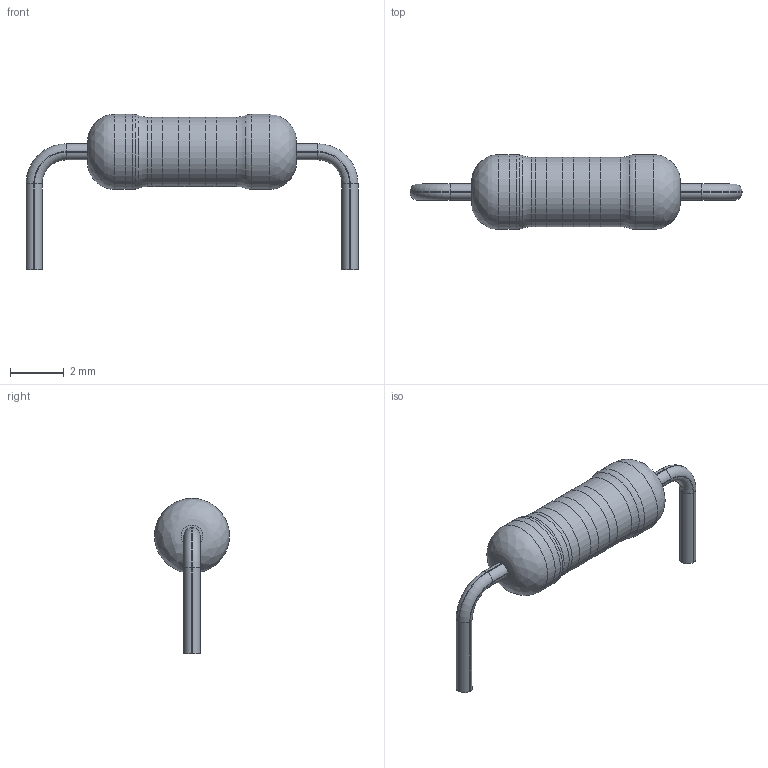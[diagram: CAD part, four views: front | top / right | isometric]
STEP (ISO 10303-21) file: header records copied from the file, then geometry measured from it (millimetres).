
FILE_DESCRIPTION(/* description */ (''),/* implementation_level */ '2;1');
FILE_NAME(/* name */ 'AXIAL_RESISTOR-PITCH11-100E.stp',/* time_stamp */ '2020-11-03T11:41:27-03:00',/* author */ ('laguerre'),/* organization */ (''),/* preprocessor_version */ 'ST-DEVELOPER v17',/* originating_system */ 'Autodesk Inventor 2018',/* authorisation */ '');
FILE_SCHEMA (('AUTOMOTIVE_DESIGN { 1 0 10303 214 3 1 1 }'));
Length unit declared in the file: millimetre
Products named in the file (11): AXIAL_RESISTOR-PITCH11; Pin; Body_004; Body_000; Body_003; Body_002; Body_001; Stripe_red; Stripe_green; Stripe_blue; Stripe_yellow
Assembly tree (10 placements, depth 2):
  AXIAL_RESISTOR-PITCH11
    Pin
    Body_004
    Body_000
    Body_003
    Body_002
    Body_001
    Stripe_red
    Stripe_green
    Stripe_blue
    Stripe_yellow
Bounding box: 12.4 x 2.8 x 5.8 mm (x, y, z)
Volume: 44.8 mm3; surface area: 181.3 mm2
Topology: 11 solids, 11 shells, 83 faces, 185 edges, 124 vertices
Faces by surface type: plane 38, cylinder 30, torus 13, bspline 2
Full cylindrical faces by diameter (mm): 2.589 x7, 2.8 x3
Entity records: 2856 total; most frequent: DIRECTION 496, CARTESIAN_POINT 465, ORIENTED_EDGE 370, AXIS2_PLACEMENT_3D 209, EDGE_CURVE 185, VERTEX_POINT 124, CIRCLE 107, FACE_OUTER_BOUND 83
